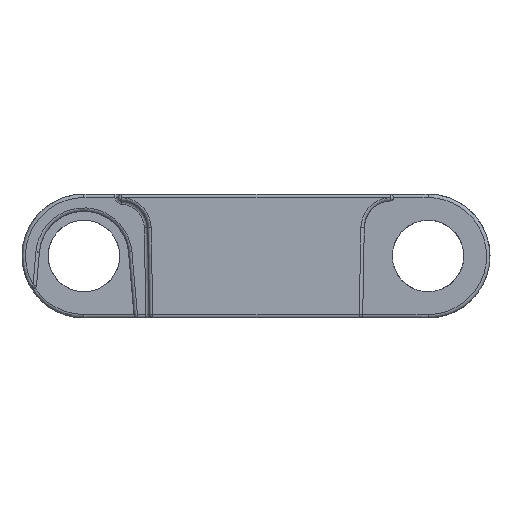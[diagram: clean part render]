
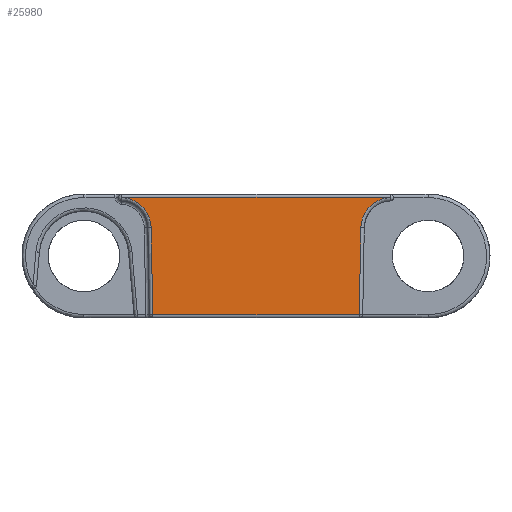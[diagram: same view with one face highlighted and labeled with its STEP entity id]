
A CAD part, left-side view. The second image highlights one B-rep face of the part: STEP entity #25980.
In plain terms, the highlighted planar face has unit normal (-1, 0, 0).
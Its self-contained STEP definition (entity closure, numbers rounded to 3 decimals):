
#3330=LINE('',#43867,#5078);
#3331=LINE('',#43870,#5079);
#3332=LINE('',#43872,#5080);
#3333=LINE('',#43876,#5081);
#5078=VECTOR('',#33866,1000.);
#5079=VECTOR('',#33867,1000.);
#5080=VECTOR('',#33868,1000.);
#5081=VECTOR('',#33871,1000.);
#7791=ORIENTED_EDGE('',*,*,#15687,.T.);
#7792=ORIENTED_EDGE('',*,*,#15688,.T.);
#7793=ORIENTED_EDGE('',*,*,#15689,.T.);
#7794=ORIENTED_EDGE('',*,*,#15690,.T.);
#7795=ORIENTED_EDGE('',*,*,#15691,.T.);
#7796=ORIENTED_EDGE('',*,*,#15692,.T.);
#15687=EDGE_CURVE('',#19573,#19574,#3330,.F.);
#15688=EDGE_CURVE('',#19574,#19575,#3331,.F.);
#15689=EDGE_CURVE('',#19575,#19576,#3332,.F.);
#15690=EDGE_CURVE('',#19576,#19577,#20366,.F.);
#15691=EDGE_CURVE('',#19577,#19578,#3333,.F.);
#15692=EDGE_CURVE('',#19578,#19573,#20367,.F.);
#19573=VERTEX_POINT('',#43868);
#19574=VERTEX_POINT('',#43869);
#19575=VERTEX_POINT('',#43871);
#19576=VERTEX_POINT('',#43873);
#19577=VERTEX_POINT('',#43875);
#19578=VERTEX_POINT('',#43877);
#20366=CIRCLE('',#28484,2.25);
#20367=CIRCLE('',#28485,2.25);
#21879=EDGE_LOOP('',(#7791,#7792,#7793,#7794,#7795,#7796));
#23809=FACE_BOUND('',#21879,.T.);
#25520=PLANE('',#28483);
#25980=ADVANCED_FACE('',(#23809),#25520,.T.);
#28483=AXIS2_PLACEMENT_3D('',#43866,#33864,#33865);
#28484=AXIS2_PLACEMENT_3D('',#43874,#33869,#33870);
#28485=AXIS2_PLACEMENT_3D('',#43878,#33872,#33873);
#33864=DIRECTION('',(-1.,0.,0.));
#33865=DIRECTION('',(0.,-1.,0.));
#33866=DIRECTION('',(0.,0.017,1.));
#33867=DIRECTION('',(0.,1.,0.));
#33868=DIRECTION('',(0.,0.017,-1.));
#33869=DIRECTION('',(-1.,0.,0.));
#33870=DIRECTION('',(0.,-1.,0.));
#33871=DIRECTION('',(0.,-1.,0.));
#33872=DIRECTION('',(-1.,0.,0.));
#33873=DIRECTION('',(0.,-1.,0.));
#43866=CARTESIAN_POINT('',(-100.,0.,0.));
#43867=CARTESIAN_POINT('',(-100.,7.5,-8.746));
#43868=CARTESIAN_POINT('',(-100.,7.614,-2.208));
#43869=CARTESIAN_POINT('',(-100.,7.504,-8.501));
#43870=CARTESIAN_POINT('',(-100.,-7.5,-8.501));
#43871=CARTESIAN_POINT('',(-100.,-7.504,-8.501));
#43872=CARTESIAN_POINT('',(-100.,-7.614,-2.208));
#43873=CARTESIAN_POINT('',(-100.,-7.614,-2.208));
#43874=CARTESIAN_POINT('',(-100.,-9.864,-2.247));
#43875=CARTESIAN_POINT('',(-100.,-9.75,0.));
#43876=CARTESIAN_POINT('',(-100.,9.75,0.));
#43877=CARTESIAN_POINT('',(-100.,9.75,0.));
#43878=CARTESIAN_POINT('',(-100.,9.864,-2.247));
